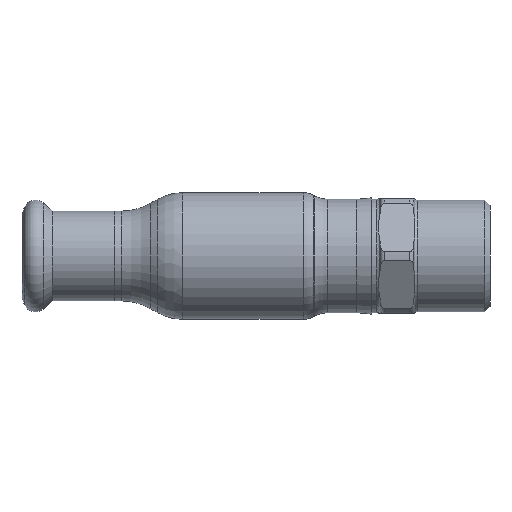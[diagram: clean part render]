
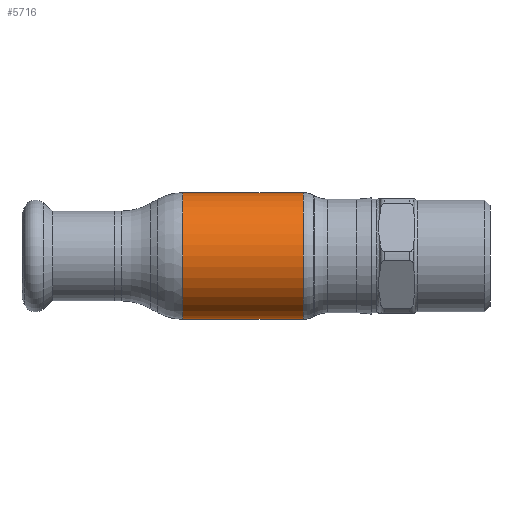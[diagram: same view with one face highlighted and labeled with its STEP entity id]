
A CAD part, front view. The second image highlights one B-rep face of the part: STEP entity #5716.
In plain terms, the highlighted cylindrical face has radius 15 mm (diameter 30 mm), a partial arc.
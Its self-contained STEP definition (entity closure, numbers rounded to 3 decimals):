
#262 = DIRECTION ( 'NONE',  ( -1., 0., 0. ) ) ;
#1133 = CARTESIAN_POINT ( 'NONE',  ( 14.285, 0., -15. ) ) ;
#3287 = DIRECTION ( 'NONE',  ( 0., 0., 1. ) ) ;
#5716 = ADVANCED_FACE ( 'NONE', ( #7481 ), #34491, .T. ) ;
#5772 = CARTESIAN_POINT ( 'NONE',  ( -14.285, 0., -15. ) ) ;
#7481 = FACE_OUTER_BOUND ( 'NONE', #58352, .T. ) ;
#8206 = ORIENTED_EDGE ( 'NONE', *, *, #11816, .F. ) ;
#9573 = CARTESIAN_POINT ( 'NONE',  ( -14.285, 0., 0. ) ) ;
#9629 = LINE ( 'NONE', #36921, #44868 ) ;
#9985 = CARTESIAN_POINT ( 'NONE',  ( -14.285, 0., 15. ) ) ;
#11423 = ORIENTED_EDGE ( 'NONE', *, *, #50710, .T. ) ;
#11816 = EDGE_CURVE ( 'NONE', #39645, #22534, #52888, .T. ) ;
#12485 = AXIS2_PLACEMENT_3D ( 'NONE', #44384, #20691, #39868 ) ;
#14735 = VERTEX_POINT ( 'NONE', #58140 ) ;
#20691 = DIRECTION ( 'NONE',  ( -1., 0., 0. ) ) ;
#22534 = VERTEX_POINT ( 'NONE', #9985 ) ;
#23327 = VERTEX_POINT ( 'NONE', #1133 ) ;
#30330 = CIRCLE ( 'NONE', #57184, 15. ) ;
#31353 = LINE ( 'NONE', #40350, #39031 ) ;
#32433 = DIRECTION ( 'NONE',  ( -1., 0., 0. ) ) ;
#33023 = EDGE_CURVE ( 'NONE', #23327, #39645, #31353, .T. ) ;
#34491 = CYLINDRICAL_SURFACE ( 'NONE', #12485, 15. ) ;
#36921 = CARTESIAN_POINT ( 'NONE',  ( -62.69, 0., 15. ) ) ;
#37113 = ORIENTED_EDGE ( 'NONE', *, *, #55175, .T. ) ;
#39031 = VECTOR ( 'NONE', #45132, 1000. ) ;
#39645 = VERTEX_POINT ( 'NONE', #5772 ) ;
#39868 = DIRECTION ( 'NONE',  ( 0., 0., 1. ) ) ;
#40350 = CARTESIAN_POINT ( 'NONE',  ( -62.69, 0., -15. ) ) ;
#40453 = AXIS2_PLACEMENT_3D ( 'NONE', #9573, #262, #41679 ) ;
#41679 = DIRECTION ( 'NONE',  ( 0., 0., 1. ) ) ;
#44384 = CARTESIAN_POINT ( 'NONE',  ( -62.69, 0., 0. ) ) ;
#44868 = VECTOR ( 'NONE', #32433, 1000. ) ;
#45132 = DIRECTION ( 'NONE',  ( -1., 0., 0. ) ) ;
#48860 = CARTESIAN_POINT ( 'NONE',  ( 14.285, 0., 0. ) ) ;
#50710 = EDGE_CURVE ( 'NONE', #23327, #14735, #30330, .T. ) ;
#52480 = DIRECTION ( 'NONE',  ( -1., 0., 0. ) ) ;
#52484 = ORIENTED_EDGE ( 'NONE', *, *, #33023, .F. ) ;
#52888 = CIRCLE ( 'NONE', #40453, 15. ) ;
#55175 = EDGE_CURVE ( 'NONE', #14735, #22534, #9629, .T. ) ;
#57184 = AXIS2_PLACEMENT_3D ( 'NONE', #48860, #52480, #3287 ) ;
#58140 = CARTESIAN_POINT ( 'NONE',  ( 14.285, 0., 15. ) ) ;
#58352 = EDGE_LOOP ( 'NONE', ( #52484, #11423, #37113, #8206 ) ) ;
